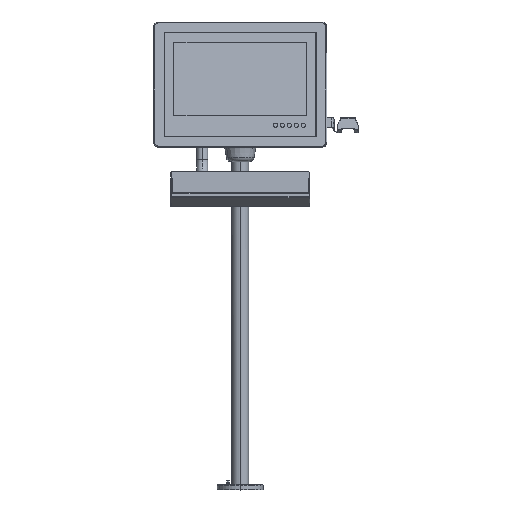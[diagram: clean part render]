
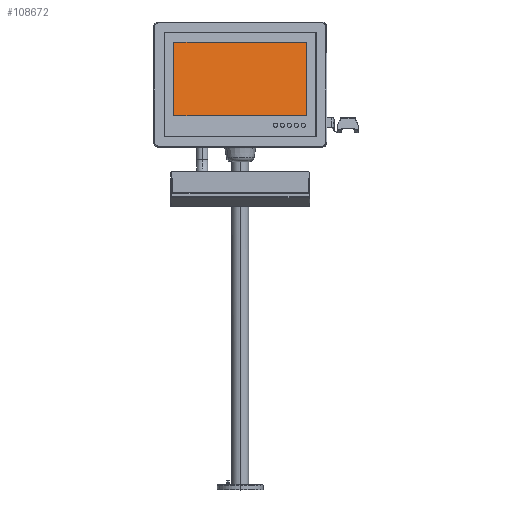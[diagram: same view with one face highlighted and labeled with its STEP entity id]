
A CAD part, top view. The second image highlights one B-rep face of the part: STEP entity #108672.
In plain terms, the highlighted face is planar.
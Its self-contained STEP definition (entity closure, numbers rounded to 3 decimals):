
#107821=DIRECTION('',(1.,0.,0.));
#107822=VECTOR('',#107821,478.2);
#107823=CARTESIAN_POINT('',(-283.93,155.1,5.15));
#107824=LINE('',#107823,#107822);
#107835=DIRECTION('',(0.,-1.,0.));
#107836=VECTOR('',#107835,269.3);
#107837=CARTESIAN_POINT('',(194.27,155.1,5.15));
#107838=LINE('',#107837,#107836);
#107849=DIRECTION('',(-1.,0.,0.));
#107850=VECTOR('',#107849,478.2);
#107851=CARTESIAN_POINT('',(194.27,-114.2,5.15));
#107852=LINE('',#107851,#107850);
#107863=DIRECTION('',(0.,1.,0.));
#107864=VECTOR('',#107863,269.3);
#107865=CARTESIAN_POINT('',(-283.93,-114.2,5.15));
#107866=LINE('',#107865,#107864);
#108276=CARTESIAN_POINT('',(-283.93,155.1,5.15));
#108277=CARTESIAN_POINT('',(194.27,155.1,5.15));
#108278=VERTEX_POINT('',#108276);
#108279=VERTEX_POINT('',#108277);
#108280=CARTESIAN_POINT('',(-283.93,-114.2,5.15));
#108281=VERTEX_POINT('',#108280);
#108282=CARTESIAN_POINT('',(194.27,-114.2,5.15));
#108283=VERTEX_POINT('',#108282);
#108658=CARTESIAN_POINT('',(-44.83,0.,5.15));
#108659=DIRECTION('',(0.,0.,-1.));
#108660=DIRECTION('',(-1.,0.,0.));
#108661=AXIS2_PLACEMENT_3D('',#108658,#108659,#108660);
#108662=PLANE('',#108661);
#108663=ORIENTED_EDGE('',*,*,#108648,.T.);
#108665=ORIENTED_EDGE('',*,*,#108664,.T.);
#108667=ORIENTED_EDGE('',*,*,#108666,.T.);
#108669=ORIENTED_EDGE('',*,*,#108668,.T.);
#108670=EDGE_LOOP('',(#108663,#108665,#108667,#108669));
#108671=FACE_OUTER_BOUND('',#108670,.F.);
#108672=ADVANCED_FACE('',(#108671),#108662,.F.);
#108648=EDGE_CURVE('',#108278,#108279,#107824,.T.);
#108664=EDGE_CURVE('',#108279,#108283,#107838,.T.);
#108666=EDGE_CURVE('',#108283,#108281,#107852,.T.);
#108668=EDGE_CURVE('',#108281,#108278,#107866,.T.);
